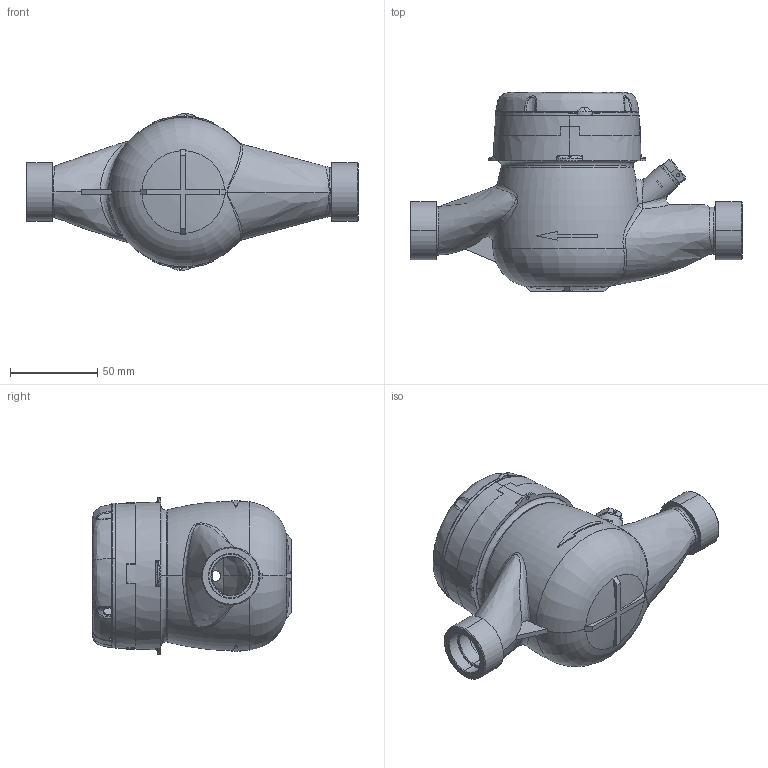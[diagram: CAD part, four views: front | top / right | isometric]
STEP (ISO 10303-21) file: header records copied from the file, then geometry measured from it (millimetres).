
FILE_DESCRIPTION (( 'STEP AP203' ), '1' );
FILE_NAME ('GMDM-I DN25.STEP', '2018-05-23T14:32:37', ( '' ), ( '' ), 'SwSTEP 2.0', 'SolidWorks 2018', '' );
FILE_SCHEMA (( 'CONFIG_CONTROL_DESIGN' ));
Length unit declared in the file: millimetre
Products named in the file (1): GMDM-I DN25
Bounding box: 190 x 114.3 x 89.95 mm (x, y, z)
Surface area: 79368.9 mm2 (no closed solid volume)
Topology: 0 solids, 7 shells, 374 faces, 1198 edges, 822 vertices
Faces by surface type: plane 179, bspline 84, cylinder 41, cone 40, torus 18, sphere 12
Entity records: 31711 total; most frequent: CARTESIAN_POINT 22039, ORIENTED_EDGE 2117, DIRECTION 1642, EDGE_CURVE 1198, VERTEX_POINT 822, AXIS2_PLACEMENT_3D 569, LINE 504, VECTOR 504
